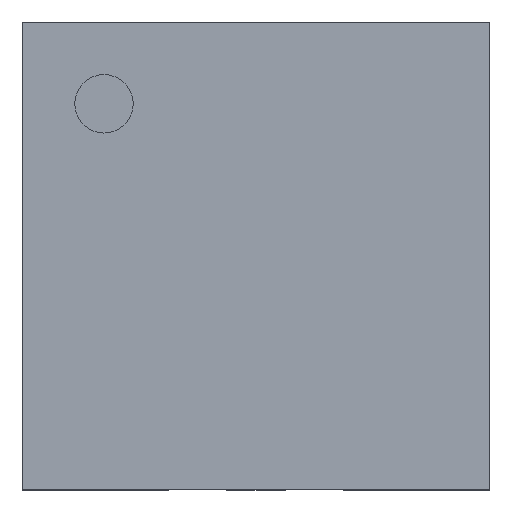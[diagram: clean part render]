
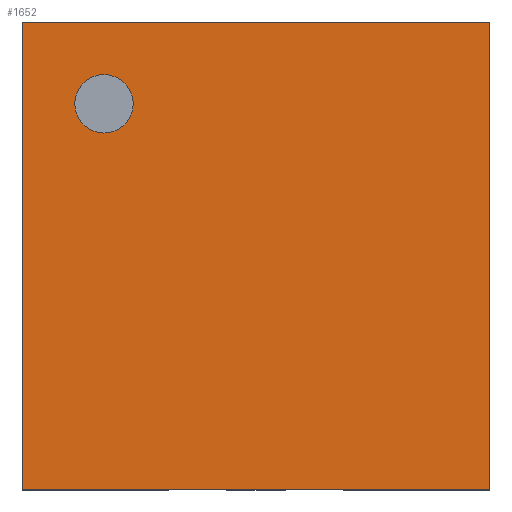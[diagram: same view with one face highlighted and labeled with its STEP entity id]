
A CAD part, top view. The second image highlights one B-rep face of the part: STEP entity #1652.
In plain terms, the highlighted planar face has unit normal (0, 0, 1).
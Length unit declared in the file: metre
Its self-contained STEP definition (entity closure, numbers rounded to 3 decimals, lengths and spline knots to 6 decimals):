
#39=CIRCLE('',#1905,0.000125);
#378=ORIENTED_EDGE('',*,*,#720,.F.);
#379=ORIENTED_EDGE('',*,*,#693,.F.);
#380=ORIENTED_EDGE('',*,*,#703,.F.);
#381=ORIENTED_EDGE('',*,*,#715,.T.);
#382=ORIENTED_EDGE('',*,*,#719,.T.);
#693=EDGE_CURVE('',#887,#888,#1082,.T.);
#703=EDGE_CURVE('',#891,#887,#1092,.T.);
#715=EDGE_CURVE('',#891,#893,#1104,.T.);
#719=EDGE_CURVE('',#893,#888,#1108,.T.);
#720=EDGE_CURVE('',#894,#894,#39,.T.);
#887=VERTEX_POINT('',#2716);
#888=VERTEX_POINT('',#2718);
#891=VERTEX_POINT('',#2731);
#893=VERTEX_POINT('',#2747);
#894=VERTEX_POINT('',#2756);
#1082=LINE('',#2717,#1313);
#1092=LINE('',#2732,#1323);
#1104=LINE('',#2748,#1335);
#1108=LINE('',#2753,#1339);
#1313=VECTOR('',#2215,1.);
#1323=VECTOR('',#2227,1.);
#1335=VECTOR('',#2243,1.);
#1339=VECTOR('',#2249,1.);
#1406=EDGE_LOOP('',(#378));
#1407=EDGE_LOOP('',(#379,#380,#381,#382));
#1489=FACE_BOUND('',#1406,.T.);
#1490=FACE_BOUND('',#1407,.T.);
#1572=PLANE('',#1904);
#1652=ADVANCED_FACE('',(#1489,#1490),#1572,.T.);
#1904=AXIS2_PLACEMENT_3D('',#2754,#2250,#2251);
#1905=AXIS2_PLACEMENT_3D('',#2755,#2252,#2253);
#2215=DIRECTION('',(0.,-1.,0.));
#2227=DIRECTION('',(1.,0.,0.));
#2243=DIRECTION('',(0.,-1.,0.));
#2249=DIRECTION('',(1.,0.,0.));
#2250=DIRECTION('',(0.,0.,1.));
#2251=DIRECTION('',(1.,0.,0.));
#2252=DIRECTION('',(0.,0.,1.));
#2253=DIRECTION('',(1.,0.,0.));
#2716=CARTESIAN_POINT('',(0.001,0.001,0.0007));
#2717=CARTESIAN_POINT('',(0.001,0.0005,0.0007));
#2718=CARTESIAN_POINT('',(0.001,-0.001,0.0007));
#2731=CARTESIAN_POINT('',(-0.001,0.001,0.0007));
#2732=CARTESIAN_POINT('',(0.000688,0.001,0.0007));
#2747=CARTESIAN_POINT('',(-0.001,-0.001,0.0007));
#2748=CARTESIAN_POINT('',(-0.001,0.000938,0.0007));
#2753=CARTESIAN_POINT('',(-0.000688,-0.001,0.0007));
#2754=CARTESIAN_POINT('',(0.,0.,0.0007));
#2755=CARTESIAN_POINT('',(-0.00065,0.00065,0.0007));
#2756=CARTESIAN_POINT('',(-0.000525,0.00065,0.0007));
